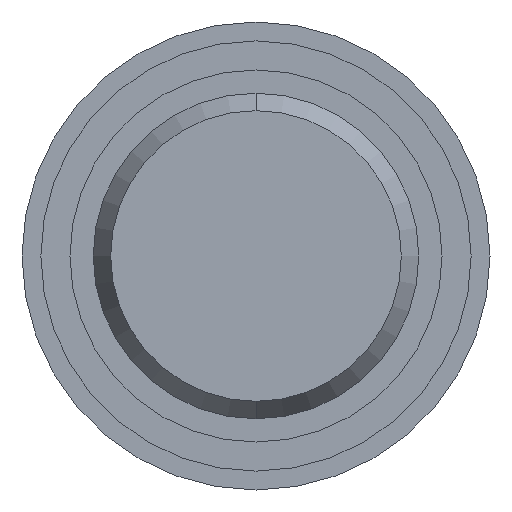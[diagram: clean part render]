
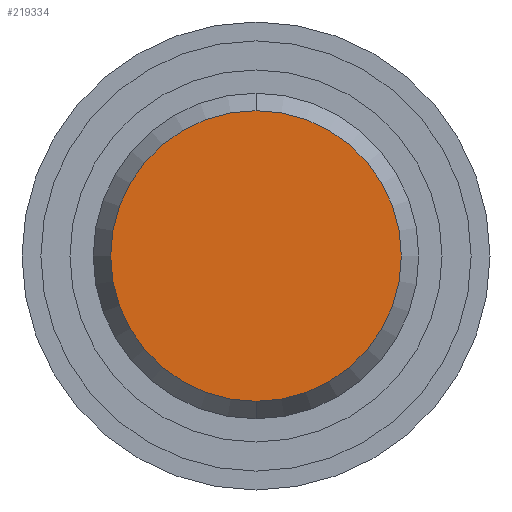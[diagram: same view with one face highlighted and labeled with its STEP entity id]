
A CAD part, front view. The second image highlights one B-rep face of the part: STEP entity #219334.
In plain terms, the highlighted planar face has unit normal (0, -1, 0).
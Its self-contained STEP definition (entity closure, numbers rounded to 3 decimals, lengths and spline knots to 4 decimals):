
#42024=CARTESIAN_POINT('',(0.,-12.5,0.));
#42025=DIRECTION('',(0.,1.,0.));
#42026=DIRECTION('',(0.,0.,-1.));
#42027=AXIS2_PLACEMENT_3D('',#42024,#42025,#42026);
#42029=CARTESIAN_POINT('',(0.,-12.5,0.));
#42030=DIRECTION('',(0.,1.,0.));
#42031=DIRECTION('',(0.,0.,1.));
#42032=AXIS2_PLACEMENT_3D('',#42029,#42030,#42031);
#46569=CARTESIAN_POINT('',(0.,-12.5,-2.5));
#46570=CARTESIAN_POINT('',(0.,-12.5,2.5));
#46571=VERTEX_POINT('',#46569);
#46572=VERTEX_POINT('',#46570);
#219325=CARTESIAN_POINT('',(0.,-12.5,0.));
#219326=DIRECTION('',(0.,1.,0.));
#219327=DIRECTION('',(0.,0.,-1.));
#219328=AXIS2_PLACEMENT_3D('',#219325,#219326,#219327);
#219329=PLANE('',#219328);
#219330=ORIENTED_EDGE('',*,*,#219307,.T.);
#219331=ORIENTED_EDGE('',*,*,#219292,.T.);
#219332=EDGE_LOOP('',(#219330,#219331));
#219333=FACE_OUTER_BOUND('',#219332,.F.);
#42028=CIRCLE('',#42027,2.5);
#42033=CIRCLE('',#42032,2.5);
#219292=EDGE_CURVE('',#46572,#46571,#42033,.T.);
#219307=EDGE_CURVE('',#46571,#46572,#42028,.T.);
#219334=ADVANCED_FACE('',(#219333),#219329,.F.);
